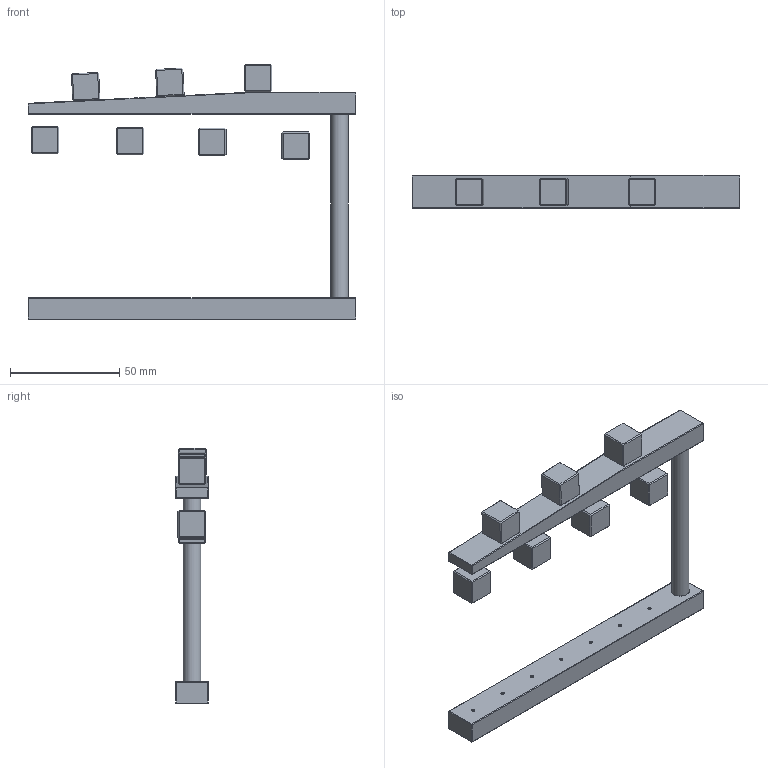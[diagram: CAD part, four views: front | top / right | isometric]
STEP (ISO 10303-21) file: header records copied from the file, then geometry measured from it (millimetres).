
FILE_DESCRIPTION(/* description */ ('STEP AP242','CAx-IF Rec.Pracs.---Representation and Presentation of Product Manufacturing Information (PMI)---4.0---2014-10-13','CAx-IF Rec.Pracs.---3D Tessellated Geometry---0.4---2014-09-14','2;1'),/* implementation_level */ '2;1');
FILE_NAME(/* name */ '66b6c708c8af0930f4bbdc83',/* time_stamp */ '2024-08-10T01:48:56Z',/* author */ (''),/* organization */ (''),/* preprocessor_version */ 'ST-DEVELOPER v20',/* originating_system */ ' ',/* authorisation */ ' ');
FILE_SCHEMA (('AP242_MANAGED_MODEL_BASED_3D_ENGINEERING_MIM_LF { 1 0 10303 442 1 1 4 }'));
Length unit declared in the file: metre
Products named in the file (7): Magnetic Flowers; Magno Floating Top; Cuboid Plug; Magnet Plug; Cuboid Body; Support Rod; Tether Base
Assembly tree (18 placements, depth 2):
  Magnetic Flowers
    Magno Floating Top
    Cuboid Plug  x7
    Magnet Plug
    Cuboid Body  x7
    Support Rod
    Tether Base
Bounding box: 150 x 15 x 116.82 mm (x, y, z)
Volume: 54404.5 mm3; surface area: 31475.7 mm2
Topology: 18 solids, 18 shells, 378 faces, 703 edges, 373 vertices
Faces by surface type: plane 243, cylinder 80, torus 23, sphere 18, cone 14
Full cylindrical faces by diameter (mm): 1 x14, 3 x7, 4 x7, 8 x3, 10.25 x22
Entity records: 3901 total; most frequent: DIRECTION 738, CARTESIAN_POINT 581, ORIENTED_EDGE 478, AXIS2_PLACEMENT_3D 318, EDGE_LOOP 250, FACE_BOUND 250, EDGE_CURVE 239, ADVANCED_FACE 162
